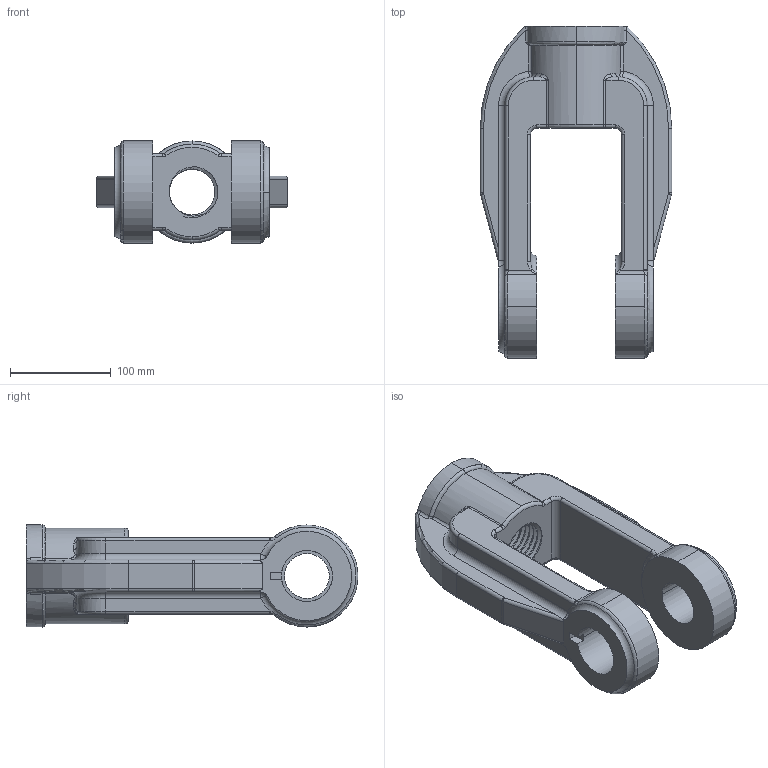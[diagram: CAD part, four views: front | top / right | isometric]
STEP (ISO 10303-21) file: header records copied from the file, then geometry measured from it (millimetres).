
FILE_DESCRIPTION (( 'STEP AP214' ), '1' );
FILE_NAME ('Fork.STEP', '2017-09-04T20:16:42', ( 'default' ), ( '' ), 'SwSTEP 2.0', 'SolidWorks 2016', '' );
FILE_SCHEMA (( 'AUTOMOTIVE_DESIGN' ));
Length unit declared in the file: inch
Products named in the file (1): Fork
Bounding box: 190.5 x 330.2 x 101.6 mm (x, y, z)
Volume: 2048582.2 mm3; surface area: 200442.8 mm2
Topology: 1 solids, 1 shells, 226 faces, 569 edges, 341 vertices
Faces by surface type: cylinder 106, torus 46, bspline 35, plane 32, sphere 4, cone 3
Entity records: 14858 total; most frequent: CARTESIAN_POINT 9131, ORIENTED_EDGE 1130, DIRECTION 1002, EDGE_CURVE 565, AXIS2_PLACEMENT_3D 415, VERTEX_POINT 341, EDGE_LOOP 232, ADVANCED_FACE 226
